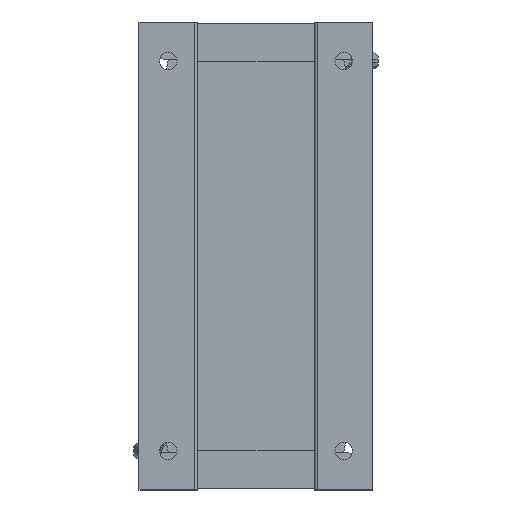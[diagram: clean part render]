
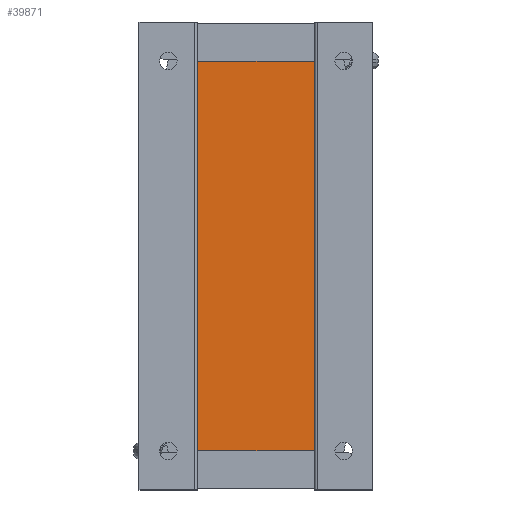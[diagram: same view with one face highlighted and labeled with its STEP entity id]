
A CAD part, front view. The second image highlights one B-rep face of the part: STEP entity #39871.
In plain terms, the highlighted planar face has unit normal (0, -1, 0).
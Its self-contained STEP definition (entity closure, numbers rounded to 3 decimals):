
#2955=FACE_OUTER_BOUND('',#5237,.T.);
#5237=EDGE_LOOP('',(#26519,#26520,#26521,#26522));
#7845=LINE('',#55792,#12313);
#7846=LINE('',#55795,#12314);
#7847=LINE('',#55797,#12315);
#7848=LINE('',#55798,#12316);
#12313=VECTOR('',#45633,10.);
#12314=VECTOR('',#45636,10.);
#12315=VECTOR('',#45637,10.);
#12316=VECTOR('',#45638,10.);
#16774=VERTEX_POINT('',#55785);
#16777=VERTEX_POINT('',#55790);
#16778=VERTEX_POINT('',#55794);
#16779=VERTEX_POINT('',#55796);
#20641=EDGE_CURVE('',#16774,#16777,#7845,.T.);
#20642=EDGE_CURVE('',#16778,#16774,#7846,.T.);
#20643=EDGE_CURVE('',#16779,#16777,#7847,.T.);
#20644=EDGE_CURVE('',#16778,#16779,#7848,.T.);
#26519=ORIENTED_EDGE('',*,*,#20642,.T.);
#26520=ORIENTED_EDGE('',*,*,#20641,.T.);
#26521=ORIENTED_EDGE('',*,*,#20643,.F.);
#26522=ORIENTED_EDGE('',*,*,#20644,.F.);
#38206=PLANE('',#42736);
#39871=ADVANCED_FACE('',(#2955),#38206,.T.);
#42736=AXIS2_PLACEMENT_3D('',#55793,#45634,#45635);
#45633=DIRECTION('',(1.,0.,0.));
#45634=DIRECTION('center_axis',(0.,-1.,0.));
#45635=DIRECTION('ref_axis',(0.,0.,-1.));
#45636=DIRECTION('',(0.,0.,-1.));
#45637=DIRECTION('',(0.,0.,-1.));
#45638=DIRECTION('',(1.,0.,0.));
#55785=CARTESIAN_POINT('',(0.,0.,0.));
#55790=CARTESIAN_POINT('',(60.,0.,0.));
#55792=CARTESIAN_POINT('',(0.,0.,0.));
#55793=CARTESIAN_POINT('Origin',(0.,0.,200.));
#55794=CARTESIAN_POINT('',(0.,0.,200.));
#55795=CARTESIAN_POINT('',(0.,0.,200.));
#55796=CARTESIAN_POINT('',(60.,0.,200.));
#55797=CARTESIAN_POINT('',(60.,0.,200.));
#55798=CARTESIAN_POINT('',(0.,0.,200.));
